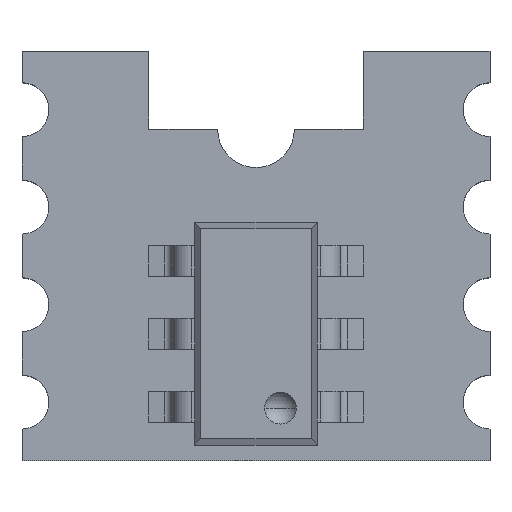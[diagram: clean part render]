
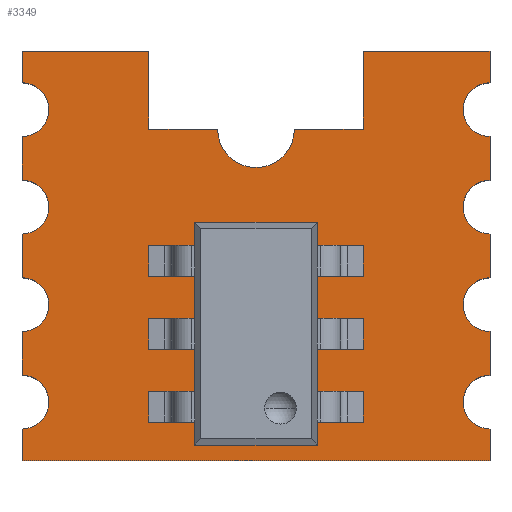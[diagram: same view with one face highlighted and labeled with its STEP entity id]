
A CAD part, top view. The second image highlights one B-rep face of the part: STEP entity #3349.
In plain terms, the highlighted planar face has unit normal (0, 0, 1).
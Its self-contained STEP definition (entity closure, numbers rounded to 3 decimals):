
#3016 = VERTEX_POINT('',#3017);
#3017 = CARTESIAN_POINT('',(-3.048,2.667,1.6));
#3023 = EDGE_CURVE('',#3016,#3024,#3026,.T.);
#3024 = VERTEX_POINT('',#3025);
#3025 = CARTESIAN_POINT('',(-1.397,2.667,1.6));
#3026 = LINE('',#3027,#3028);
#3027 = CARTESIAN_POINT('',(-3.048,2.667,1.6));
#3028 = VECTOR('',#3029,1.);
#3029 = DIRECTION('',(1.,0.,0.));
#3062 = VERTEX_POINT('',#3063);
#3063 = CARTESIAN_POINT('',(-3.048,2.255,1.6));
#3069 = EDGE_CURVE('',#3062,#3016,#3070,.T.);
#3070 = LINE('',#3071,#3072);
#3071 = CARTESIAN_POINT('',(-3.048,-2.667,1.6));
#3072 = VECTOR('',#3073,1.);
#3073 = DIRECTION('',(0.,1.,0.));
#3085 = EDGE_CURVE('',#3024,#3086,#3088,.T.);
#3086 = VERTEX_POINT('',#3087);
#3087 = CARTESIAN_POINT('',(-1.397,1.651,1.6));
#3088 = LINE('',#3089,#3090);
#3089 = CARTESIAN_POINT('',(-1.397,2.667,1.6));
#3090 = VECTOR('',#3091,1.);
#3091 = DIRECTION('',(0.,-1.,0.));
#3349 = ADVANCED_FACE('',(#3350),#3582,.F.);
#3350 = FACE_BOUND('',#3351,.F.);
#3351 = EDGE_LOOP('',(#3352,#3362,#3371,#3379,#3388,#3396,#3405,#3413,
    #3421,#3429,#3438,#3447,#3455,#3464,#3473,#3481,#3490,#3499,#3507,
    #3516,#3523,#3524,#3525,#3526,#3534,#3543,#3551,#3559,#3567,#3575));
#3352 = ORIENTED_EDGE('',*,*,#3353,.T.);
#3353 = EDGE_CURVE('',#3354,#3356,#3358,.T.);
#3354 = VERTEX_POINT('',#3355);
#3355 = CARTESIAN_POINT('',(3.048,1.555,1.6));
#3356 = VERTEX_POINT('',#3357);
#3357 = CARTESIAN_POINT('',(3.048,0.985,1.6));
#3358 = LINE('',#3359,#3360);
#3359 = CARTESIAN_POINT('',(3.048,2.667,1.6));
#3360 = VECTOR('',#3361,1.);
#3361 = DIRECTION('',(0.,-1.,0.));
#3362 = ORIENTED_EDGE('',*,*,#3363,.T.);
#3363 = EDGE_CURVE('',#3356,#3364,#3366,.T.);
#3364 = VERTEX_POINT('',#3365);
#3365 = CARTESIAN_POINT('',(3.048,0.285,1.6));
#3366 = CIRCLE('',#3367,0.35);
#3367 = AXIS2_PLACEMENT_3D('',#3368,#3369,#3370);
#3368 = CARTESIAN_POINT('',(3.048,0.635,1.6));
#3369 = DIRECTION('',(0.,0.,1.));
#3370 = DIRECTION('',(1.,0.,0.));
#3371 = ORIENTED_EDGE('',*,*,#3372,.T.);
#3372 = EDGE_CURVE('',#3364,#3373,#3375,.T.);
#3373 = VERTEX_POINT('',#3374);
#3374 = CARTESIAN_POINT('',(3.048,-0.285,1.6));
#3375 = LINE('',#3376,#3377);
#3376 = CARTESIAN_POINT('',(3.048,2.667,1.6));
#3377 = VECTOR('',#3378,1.);
#3378 = DIRECTION('',(0.,-1.,0.));
#3379 = ORIENTED_EDGE('',*,*,#3380,.T.);
#3380 = EDGE_CURVE('',#3373,#3381,#3383,.T.);
#3381 = VERTEX_POINT('',#3382);
#3382 = CARTESIAN_POINT('',(3.048,-0.985,1.6));
#3383 = CIRCLE('',#3384,0.35);
#3384 = AXIS2_PLACEMENT_3D('',#3385,#3386,#3387);
#3385 = CARTESIAN_POINT('',(3.048,-0.635,1.6));
#3386 = DIRECTION('',(0.,0.,1.));
#3387 = DIRECTION('',(1.,0.,0.));
#3388 = ORIENTED_EDGE('',*,*,#3389,.T.);
#3389 = EDGE_CURVE('',#3381,#3390,#3392,.T.);
#3390 = VERTEX_POINT('',#3391);
#3391 = CARTESIAN_POINT('',(3.048,-1.555,1.6));
#3392 = LINE('',#3393,#3394);
#3393 = CARTESIAN_POINT('',(3.048,2.667,1.6));
#3394 = VECTOR('',#3395,1.);
#3395 = DIRECTION('',(0.,-1.,0.));
#3396 = ORIENTED_EDGE('',*,*,#3397,.T.);
#3397 = EDGE_CURVE('',#3390,#3398,#3400,.T.);
#3398 = VERTEX_POINT('',#3399);
#3399 = CARTESIAN_POINT('',(3.048,-2.255,1.6));
#3400 = CIRCLE('',#3401,0.35);
#3401 = AXIS2_PLACEMENT_3D('',#3402,#3403,#3404);
#3402 = CARTESIAN_POINT('',(3.048,-1.905,1.6));
#3403 = DIRECTION('',(0.,0.,1.));
#3404 = DIRECTION('',(1.,0.,0.));
#3405 = ORIENTED_EDGE('',*,*,#3406,.T.);
#3406 = EDGE_CURVE('',#3398,#3407,#3409,.T.);
#3407 = VERTEX_POINT('',#3408);
#3408 = CARTESIAN_POINT('',(3.048,-2.667,1.6));
#3409 = LINE('',#3410,#3411);
#3410 = CARTESIAN_POINT('',(3.048,2.667,1.6));
#3411 = VECTOR('',#3412,1.);
#3412 = DIRECTION('',(0.,-1.,0.));
#3413 = ORIENTED_EDGE('',*,*,#3414,.T.);
#3414 = EDGE_CURVE('',#3407,#3415,#3417,.T.);
#3415 = VERTEX_POINT('',#3416);
#3416 = CARTESIAN_POINT('',(-3.048,-2.667,1.6));
#3417 = LINE('',#3418,#3419);
#3418 = CARTESIAN_POINT('',(3.048,-2.667,1.6));
#3419 = VECTOR('',#3420,1.);
#3420 = DIRECTION('',(-1.,0.,0.));
#3421 = ORIENTED_EDGE('',*,*,#3422,.T.);
#3422 = EDGE_CURVE('',#3415,#3423,#3425,.T.);
#3423 = VERTEX_POINT('',#3424);
#3424 = CARTESIAN_POINT('',(-3.048,-2.255,1.6));
#3425 = LINE('',#3426,#3427);
#3426 = CARTESIAN_POINT('',(-3.048,-2.667,1.6));
#3427 = VECTOR('',#3428,1.);
#3428 = DIRECTION('',(0.,1.,0.));
#3429 = ORIENTED_EDGE('',*,*,#3430,.T.);
#3430 = EDGE_CURVE('',#3423,#3431,#3433,.T.);
#3431 = VERTEX_POINT('',#3432);
#3432 = CARTESIAN_POINT('',(-2.698,-1.905,1.6));
#3433 = CIRCLE('',#3434,0.35);
#3434 = AXIS2_PLACEMENT_3D('',#3435,#3436,#3437);
#3435 = CARTESIAN_POINT('',(-3.048,-1.905,1.6));
#3436 = DIRECTION('',(0.,0.,1.));
#3437 = DIRECTION('',(1.,0.,0.));
#3438 = ORIENTED_EDGE('',*,*,#3439,.T.);
#3439 = EDGE_CURVE('',#3431,#3440,#3442,.T.);
#3440 = VERTEX_POINT('',#3441);
#3441 = CARTESIAN_POINT('',(-3.048,-1.555,1.6));
#3442 = CIRCLE('',#3443,0.35);
#3443 = AXIS2_PLACEMENT_3D('',#3444,#3445,#3446);
#3444 = CARTESIAN_POINT('',(-3.048,-1.905,1.6));
#3445 = DIRECTION('',(0.,0.,1.));
#3446 = DIRECTION('',(1.,0.,0.));
#3447 = ORIENTED_EDGE('',*,*,#3448,.T.);
#3448 = EDGE_CURVE('',#3440,#3449,#3451,.T.);
#3449 = VERTEX_POINT('',#3450);
#3450 = CARTESIAN_POINT('',(-3.048,-0.985,1.6));
#3451 = LINE('',#3452,#3453);
#3452 = CARTESIAN_POINT('',(-3.048,-2.667,1.6));
#3453 = VECTOR('',#3454,1.);
#3454 = DIRECTION('',(0.,1.,0.));
#3455 = ORIENTED_EDGE('',*,*,#3456,.T.);
#3456 = EDGE_CURVE('',#3449,#3457,#3459,.T.);
#3457 = VERTEX_POINT('',#3458);
#3458 = CARTESIAN_POINT('',(-2.698,-0.635,1.6));
#3459 = CIRCLE('',#3460,0.35);
#3460 = AXIS2_PLACEMENT_3D('',#3461,#3462,#3463);
#3461 = CARTESIAN_POINT('',(-3.048,-0.635,1.6));
#3462 = DIRECTION('',(0.,0.,1.));
#3463 = DIRECTION('',(1.,0.,0.));
#3464 = ORIENTED_EDGE('',*,*,#3465,.T.);
#3465 = EDGE_CURVE('',#3457,#3466,#3468,.T.);
#3466 = VERTEX_POINT('',#3467);
#3467 = CARTESIAN_POINT('',(-3.048,-0.285,1.6));
#3468 = CIRCLE('',#3469,0.35);
#3469 = AXIS2_PLACEMENT_3D('',#3470,#3471,#3472);
#3470 = CARTESIAN_POINT('',(-3.048,-0.635,1.6));
#3471 = DIRECTION('',(0.,0.,1.));
#3472 = DIRECTION('',(1.,0.,0.));
#3473 = ORIENTED_EDGE('',*,*,#3474,.T.);
#3474 = EDGE_CURVE('',#3466,#3475,#3477,.T.);
#3475 = VERTEX_POINT('',#3476);
#3476 = CARTESIAN_POINT('',(-3.048,0.285,1.6));
#3477 = LINE('',#3478,#3479);
#3478 = CARTESIAN_POINT('',(-3.048,-2.667,1.6));
#3479 = VECTOR('',#3480,1.);
#3480 = DIRECTION('',(0.,1.,0.));
#3481 = ORIENTED_EDGE('',*,*,#3482,.T.);
#3482 = EDGE_CURVE('',#3475,#3483,#3485,.T.);
#3483 = VERTEX_POINT('',#3484);
#3484 = CARTESIAN_POINT('',(-2.698,0.635,1.6));
#3485 = CIRCLE('',#3486,0.35);
#3486 = AXIS2_PLACEMENT_3D('',#3487,#3488,#3489);
#3487 = CARTESIAN_POINT('',(-3.048,0.635,1.6));
#3488 = DIRECTION('',(0.,0.,1.));
#3489 = DIRECTION('',(1.,0.,0.));
#3490 = ORIENTED_EDGE('',*,*,#3491,.T.);
#3491 = EDGE_CURVE('',#3483,#3492,#3494,.T.);
#3492 = VERTEX_POINT('',#3493);
#3493 = CARTESIAN_POINT('',(-3.048,0.985,1.6));
#3494 = CIRCLE('',#3495,0.35);
#3495 = AXIS2_PLACEMENT_3D('',#3496,#3497,#3498);
#3496 = CARTESIAN_POINT('',(-3.048,0.635,1.6));
#3497 = DIRECTION('',(0.,0.,1.));
#3498 = DIRECTION('',(1.,0.,0.));
#3499 = ORIENTED_EDGE('',*,*,#3500,.T.);
#3500 = EDGE_CURVE('',#3492,#3501,#3503,.T.);
#3501 = VERTEX_POINT('',#3502);
#3502 = CARTESIAN_POINT('',(-3.048,1.555,1.6));
#3503 = LINE('',#3504,#3505);
#3504 = CARTESIAN_POINT('',(-3.048,-2.667,1.6));
#3505 = VECTOR('',#3506,1.);
#3506 = DIRECTION('',(0.,1.,0.));
#3507 = ORIENTED_EDGE('',*,*,#3508,.T.);
#3508 = EDGE_CURVE('',#3501,#3509,#3511,.T.);
#3509 = VERTEX_POINT('',#3510);
#3510 = CARTESIAN_POINT('',(-2.698,1.905,1.6));
#3511 = CIRCLE('',#3512,0.35);
#3512 = AXIS2_PLACEMENT_3D('',#3513,#3514,#3515);
#3513 = CARTESIAN_POINT('',(-3.048,1.905,1.6));
#3514 = DIRECTION('',(0.,0.,1.));
#3515 = DIRECTION('',(1.,0.,0.));
#3516 = ORIENTED_EDGE('',*,*,#3517,.T.);
#3517 = EDGE_CURVE('',#3509,#3062,#3518,.T.);
#3518 = CIRCLE('',#3519,0.35);
#3519 = AXIS2_PLACEMENT_3D('',#3520,#3521,#3522);
#3520 = CARTESIAN_POINT('',(-3.048,1.905,1.6));
#3521 = DIRECTION('',(0.,0.,1.));
#3522 = DIRECTION('',(1.,0.,0.));
#3523 = ORIENTED_EDGE('',*,*,#3069,.T.);
#3524 = ORIENTED_EDGE('',*,*,#3023,.T.);
#3525 = ORIENTED_EDGE('',*,*,#3085,.T.);
#3526 = ORIENTED_EDGE('',*,*,#3527,.T.);
#3527 = EDGE_CURVE('',#3086,#3528,#3530,.T.);
#3528 = VERTEX_POINT('',#3529);
#3529 = CARTESIAN_POINT('',(-0.5,1.651,1.6));
#3530 = LINE('',#3531,#3532);
#3531 = CARTESIAN_POINT('',(-1.397,1.651,1.6));
#3532 = VECTOR('',#3533,1.);
#3533 = DIRECTION('',(1.,0.,0.));
#3534 = ORIENTED_EDGE('',*,*,#3535,.T.);
#3535 = EDGE_CURVE('',#3528,#3536,#3538,.T.);
#3536 = VERTEX_POINT('',#3537);
#3537 = CARTESIAN_POINT('',(0.5,1.651,1.6));
#3538 = CIRCLE('',#3539,0.5);
#3539 = AXIS2_PLACEMENT_3D('',#3540,#3541,#3542);
#3540 = CARTESIAN_POINT('',(0.,1.651,1.6));
#3541 = DIRECTION('',(0.,0.,1.));
#3542 = DIRECTION('',(1.,0.,0.));
#3543 = ORIENTED_EDGE('',*,*,#3544,.T.);
#3544 = EDGE_CURVE('',#3536,#3545,#3547,.T.);
#3545 = VERTEX_POINT('',#3546);
#3546 = CARTESIAN_POINT('',(1.397,1.651,1.6));
#3547 = LINE('',#3548,#3549);
#3548 = CARTESIAN_POINT('',(-1.397,1.651,1.6));
#3549 = VECTOR('',#3550,1.);
#3550 = DIRECTION('',(1.,0.,0.));
#3551 = ORIENTED_EDGE('',*,*,#3552,.T.);
#3552 = EDGE_CURVE('',#3545,#3553,#3555,.T.);
#3553 = VERTEX_POINT('',#3554);
#3554 = CARTESIAN_POINT('',(1.397,2.667,1.6));
#3555 = LINE('',#3556,#3557);
#3556 = CARTESIAN_POINT('',(1.397,1.651,1.6));
#3557 = VECTOR('',#3558,1.);
#3558 = DIRECTION('',(0.,1.,0.));
#3559 = ORIENTED_EDGE('',*,*,#3560,.T.);
#3560 = EDGE_CURVE('',#3553,#3561,#3563,.T.);
#3561 = VERTEX_POINT('',#3562);
#3562 = CARTESIAN_POINT('',(3.048,2.667,1.6));
#3563 = LINE('',#3564,#3565);
#3564 = CARTESIAN_POINT('',(1.397,2.667,1.6));
#3565 = VECTOR('',#3566,1.);
#3566 = DIRECTION('',(1.,0.,0.));
#3567 = ORIENTED_EDGE('',*,*,#3568,.T.);
#3568 = EDGE_CURVE('',#3561,#3569,#3571,.T.);
#3569 = VERTEX_POINT('',#3570);
#3570 = CARTESIAN_POINT('',(3.048,2.255,1.6));
#3571 = LINE('',#3572,#3573);
#3572 = CARTESIAN_POINT('',(3.048,2.667,1.6));
#3573 = VECTOR('',#3574,1.);
#3574 = DIRECTION('',(0.,-1.,0.));
#3575 = ORIENTED_EDGE('',*,*,#3576,.T.);
#3576 = EDGE_CURVE('',#3569,#3354,#3577,.T.);
#3577 = CIRCLE('',#3578,0.35);
#3578 = AXIS2_PLACEMENT_3D('',#3579,#3580,#3581);
#3579 = CARTESIAN_POINT('',(3.048,1.905,1.6));
#3580 = DIRECTION('',(0.,0.,1.));
#3581 = DIRECTION('',(1.,0.,0.));
#3582 = PLANE('',#3583);
#3583 = AXIS2_PLACEMENT_3D('',#3584,#3585,#3586);
#3584 = CARTESIAN_POINT('',(0.,0.062,1.6)
  );
#3585 = DIRECTION('',(0.,0.,-1.));
#3586 = DIRECTION('',(-1.,0.,0.));
